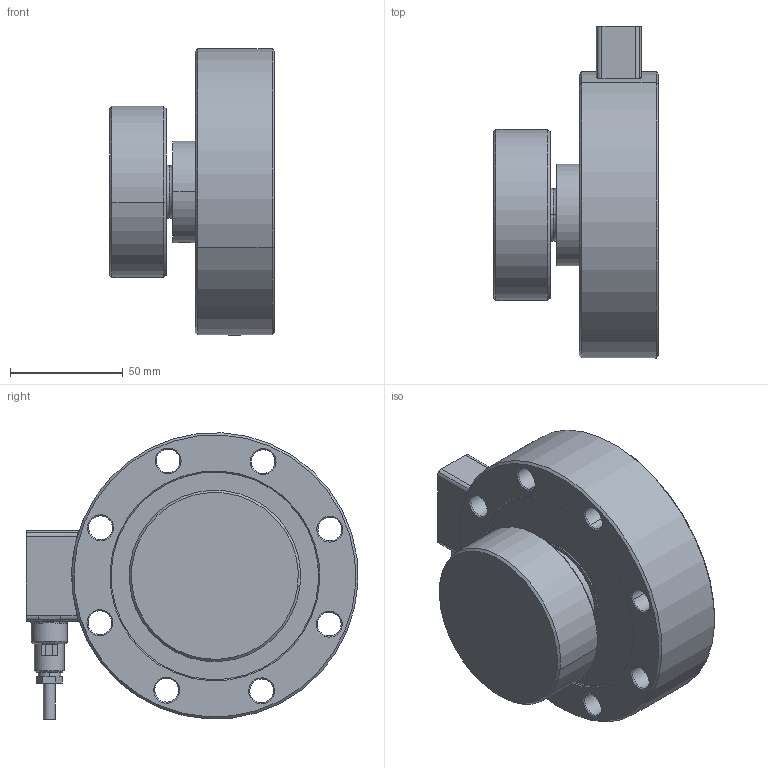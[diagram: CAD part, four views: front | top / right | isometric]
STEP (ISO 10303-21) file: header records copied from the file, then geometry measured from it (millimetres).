
FILE_DESCRIPTION(('STEP AP214'),'1');
FILE_NAME('TC4 Ø127 with compression accessories without base.stp','2018-02-19T08:12:50',(' '),(' '),'Spatial InterOp 3D',' ',' ');
FILE_SCHEMA(('automotive_design'));
Length unit declared in the file: millimetre
Products named in the file (9): TC4 Ø127; Body; Cable Ø5.2; Fairlead; Screw gland; Box; TC4 Ø127 with compression accessories without base; CTIC28; CTC445M30
Assembly tree (8 placements, depth 3):
  TC4 Ø127 with compression accessories without base
    TC4 Ø127
      Body
      Cable Ø5.2
      Fairlead
      Screw gland
      Box
    CTIC28
    CTC445M30
Bounding box: 73 x 147.12 x 126.93 mm (x, y, z)
Volume: 555455.5 mm3; surface area: 89587.4 mm2
Topology: 7 solids, 23 shells, 216 faces, 532 edges, 358 vertices
Faces by surface type: cylinder 85, cone 62, plane 49, torus 14, bspline 4, sphere 2
Entity records: 8896 total; most frequent: CARTESIAN_POINT 1517, DIRECTION 1256, ORIENTED_EDGE 972, EDGE_CURVE 530, AXIS2_PLACEMENT_3D 520, VERTEX_POINT 358, CIRCLE 298, EDGE_LOOP 260
